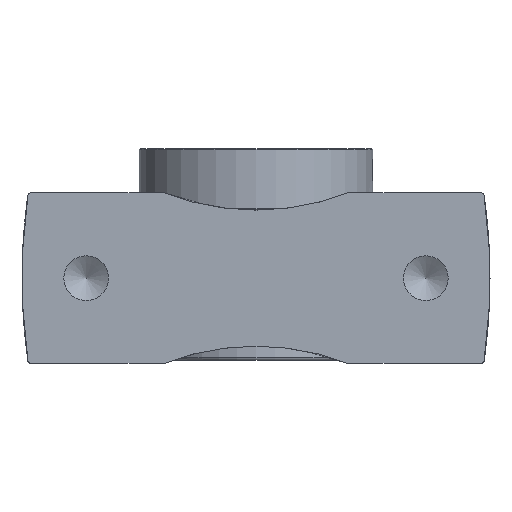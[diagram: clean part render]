
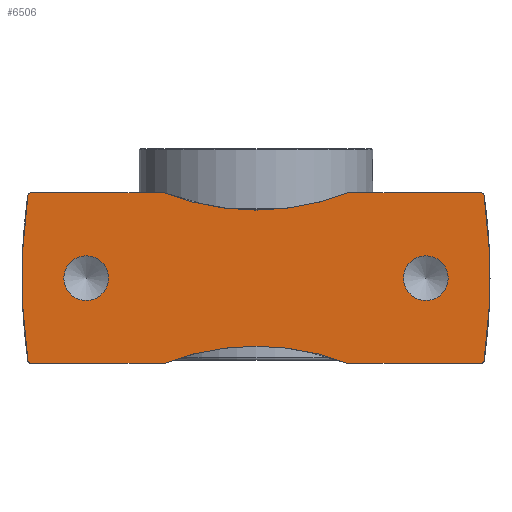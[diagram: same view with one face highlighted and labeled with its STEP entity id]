
A CAD part, front view. The second image highlights one B-rep face of the part: STEP entity #6506.
In plain terms, the highlighted face is planar.
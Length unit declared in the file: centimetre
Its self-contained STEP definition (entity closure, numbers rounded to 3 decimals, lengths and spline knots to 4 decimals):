
#99=CARTESIAN_POINT('',(-0.6693,-5.08,0.));
#100=VERTEX_POINT('',#99);
#110=CARTESIAN_POINT('',(0.6693,-5.08,0.));
#111=VERTEX_POINT('',#110);
#112=CARTESIAN_POINT('',(0.,-5.08,0.));
#113=DIRECTION('',(0.,0.,1.));
#114=DIRECTION('',(1.,0.,-0.));
#115=AXIS2_PLACEMENT_3D('',#112,#113,#114);
#116=CIRCLE('',#115,0.6693);
#117=EDGE_CURVE('',#111,#100,#116,.T.);
#119=CARTESIAN_POINT('',(0.,-5.08,0.));
#120=DIRECTION('',(0.,0.,1.));
#121=DIRECTION('',(1.,0.,-0.));
#122=AXIS2_PLACEMENT_3D('',#119,#120,#121);
#123=CIRCLE('',#122,0.6693);
#124=EDGE_CURVE('',#100,#111,#123,.T.);
#169=CARTESIAN_POINT('',(-0.6693,5.08,0.));
#170=VERTEX_POINT('',#169);
#180=CARTESIAN_POINT('',(0.6693,5.08,0.));
#181=VERTEX_POINT('',#180);
#182=CARTESIAN_POINT('',(0.,5.08,0.));
#183=DIRECTION('',(0.,0.,1.));
#184=DIRECTION('',(1.,0.,-0.));
#185=AXIS2_PLACEMENT_3D('',#182,#183,#184);
#186=CIRCLE('',#185,0.6693);
#187=EDGE_CURVE('',#181,#170,#186,.T.);
#189=CARTESIAN_POINT('',(0.,5.08,0.));
#190=DIRECTION('',(0.,0.,1.));
#191=DIRECTION('',(1.,0.,-0.));
#192=AXIS2_PLACEMENT_3D('',#189,#190,#191);
#193=CIRCLE('',#192,0.6693);
#194=EDGE_CURVE('',#170,#181,#193,.T.);
#3041=CARTESIAN_POINT('',(-2.4736,-6.8247,0.));
#3042=VERTEX_POINT('',#3041);
#3049=CARTESIAN_POINT('',(2.4736,-6.8247,0.));
#3050=VERTEX_POINT('',#3049);
#3051=CARTESIAN_POINT('',(-0.,10.544,0.));
#3052=DIRECTION('',(0.,0.,-1.));
#3053=DIRECTION('',(1.,0.,0.));
#3054=AXIS2_PLACEMENT_3D('',#3051,#3052,#3053);
#3055=CIRCLE('',#3054,17.544);
#3056=EDGE_CURVE('',#3050,#3042,#3055,.T.);
#3524=CARTESIAN_POINT('',(2.4736,6.8247,0.));
#3525=VERTEX_POINT('',#3524);
#3532=CARTESIAN_POINT('',(-2.4736,6.8247,0.));
#3533=VERTEX_POINT('',#3532);
#3534=CARTESIAN_POINT('',(0.,-10.544,0.));
#3535=DIRECTION('',(0.,0.,-1.));
#3536=DIRECTION('',(-1.,0.,0.));
#3537=AXIS2_PLACEMENT_3D('',#3534,#3535,#3536);
#3538=CIRCLE('',#3537,17.544);
#3539=EDGE_CURVE('',#3533,#3525,#3538,.T.);
#3592=CARTESIAN_POINT('',(2.55,6.7367,0.));
#3593=VERTEX_POINT('',#3592);
#3600=CARTESIAN_POINT('',(2.4611,6.7367,0.));
#3601=DIRECTION('',(0.,-0.,1.));
#3602=DIRECTION('',(0.755,0.655,0.));
#3603=AXIS2_PLACEMENT_3D('',#3600,#3601,#3602);
#3604=CIRCLE('',#3603,0.0889);
#3605=EDGE_CURVE('',#3593,#3525,#3604,.T.);
#3617=CARTESIAN_POINT('',(2.55,2.75,0.));
#3618=VERTEX_POINT('',#3617);
#3625=CARTESIAN_POINT('',(2.55,12351.8137,0.));
#3626=DIRECTION('',(0.,-1.,0.));
#3627=VECTOR('',#3626,24690.);
#3628=LINE('',#3625,#3627);
#3629=EDGE_CURVE('',#3593,#3618,#3628,.T.);
#3642=CARTESIAN_POINT('',(2.0365,0.,0.));
#3643=VERTEX_POINT('',#3642);
#3713=CARTESIAN_POINT('',(2.55,-2.75,0.));
#3714=VERTEX_POINT('',#3713);
#3721=CARTESIAN_POINT('',(9.6565,0.,0.));
#3722=DIRECTION('',(0.,0.,1.));
#3723=DIRECTION('',(1.,0.,-0.));
#3724=AXIS2_PLACEMENT_3D('',#3721,#3722,#3723);
#3725=CIRCLE('',#3724,7.62);
#3726=EDGE_CURVE('',#3643,#3714,#3725,.T.);
#4143=CARTESIAN_POINT('',(-2.0365,-0.,0.));
#4144=VERTEX_POINT('',#4143);
#4181=CARTESIAN_POINT('',(-2.55,2.75,0.));
#4182=VERTEX_POINT('',#4181);
#4189=CARTESIAN_POINT('',(-9.6565,0.,0.));
#4190=DIRECTION('',(0.,0.,1.));
#4191=DIRECTION('',(-1.,0.,0.));
#4192=AXIS2_PLACEMENT_3D('',#4189,#4190,#4191);
#4193=CIRCLE('',#4192,7.62);
#4194=EDGE_CURVE('',#4144,#4182,#4193,.T.);
#4205=CARTESIAN_POINT('',(-2.55,6.7367,0.));
#4206=VERTEX_POINT('',#4205);
#4213=CARTESIAN_POINT('',(-2.55,12351.8137,0.));
#4214=DIRECTION('',(0.,-1.,0.));
#4215=VECTOR('',#4214,24690.);
#4216=LINE('',#4213,#4215);
#4217=EDGE_CURVE('',#4206,#4182,#4216,.T.);
#4230=CARTESIAN_POINT('',(-2.4611,6.7367,0.));
#4231=DIRECTION('',(0.,0.,1.));
#4232=DIRECTION('',(-0.755,0.655,0.));
#4233=AXIS2_PLACEMENT_3D('',#4230,#4231,#4232);
#4234=CIRCLE('',#4233,0.0889);
#4235=EDGE_CURVE('',#3533,#4206,#4234,.T.);
#5976=CARTESIAN_POINT('',(2.55,-6.7367,0.));
#5977=VERTEX_POINT('',#5976);
#5984=CARTESIAN_POINT('',(2.55,12351.8137,0.));
#5985=DIRECTION('',(0.,-1.,0.));
#5986=VECTOR('',#5985,24690.);
#5987=LINE('',#5984,#5986);
#5988=EDGE_CURVE('',#3714,#5977,#5987,.T.);
#6001=CARTESIAN_POINT('',(2.4611,-6.7367,0.));
#6002=DIRECTION('',(0.,0.,1.));
#6003=DIRECTION('',(0.755,-0.655,0.));
#6004=AXIS2_PLACEMENT_3D('',#6001,#6002,#6003);
#6005=CIRCLE('',#6004,0.0889);
#6006=EDGE_CURVE('',#3050,#5977,#6005,.T.);
#6380=CARTESIAN_POINT('',(-2.55,-6.7367,0.));
#6381=VERTEX_POINT('',#6380);
#6388=CARTESIAN_POINT('',(-2.4611,-6.7367,0.));
#6389=DIRECTION('',(0.,0.,1.));
#6390=DIRECTION('',(-0.755,-0.655,0.));
#6391=AXIS2_PLACEMENT_3D('',#6388,#6389,#6390);
#6392=CIRCLE('',#6391,0.0889);
#6393=EDGE_CURVE('',#6381,#3042,#6392,.T.);
#6405=CARTESIAN_POINT('',(-2.55,-2.75,0.));
#6406=VERTEX_POINT('',#6405);
#6413=CARTESIAN_POINT('',(-2.55,12351.8137,0.));
#6414=DIRECTION('',(0.,-1.,0.));
#6415=VECTOR('',#6414,24690.);
#6416=LINE('',#6413,#6415);
#6417=EDGE_CURVE('',#6406,#6381,#6416,.T.);
#6465=CARTESIAN_POINT('',(1.2627,3.4593,0.));
#6466=DIRECTION('',(0.,0.,1.));
#6467=DIRECTION('',(1.,0.,0.));
#6468=AXIS2_PLACEMENT_3D('',#6465,#6466,#6467);
#6469=PLANE('',#6468);
#6470=ORIENTED_EDGE('',*,*,#117,.T.);
#6471=ORIENTED_EDGE('',*,*,#124,.T.);
#6472=EDGE_LOOP('',(#6470,#6471));
#6473=FACE_BOUND('',#6472,.T.);
#6474=ORIENTED_EDGE('',*,*,#187,.T.);
#6475=ORIENTED_EDGE('',*,*,#194,.T.);
#6476=EDGE_LOOP('',(#6474,#6475));
#6477=FACE_BOUND('',#6476,.T.);
#6478=ORIENTED_EDGE('',*,*,#3605,.F.);
#6479=ORIENTED_EDGE('',*,*,#3629,.T.);
#6480=CARTESIAN_POINT('',(9.6565,0.,0.));
#6481=DIRECTION('',(0.,0.,1.));
#6482=DIRECTION('',(1.,0.,-0.));
#6483=AXIS2_PLACEMENT_3D('',#6480,#6481,#6482);
#6484=CIRCLE('',#6483,7.62);
#6485=EDGE_CURVE('',#3618,#3643,#6484,.T.);
#6486=ORIENTED_EDGE('',*,*,#6485,.T.);
#6487=ORIENTED_EDGE('',*,*,#3726,.T.);
#6488=ORIENTED_EDGE('',*,*,#5988,.T.);
#6489=ORIENTED_EDGE('',*,*,#6006,.F.);
#6490=ORIENTED_EDGE('',*,*,#3056,.T.);
#6491=ORIENTED_EDGE('',*,*,#6393,.F.);
#6492=ORIENTED_EDGE('',*,*,#6417,.F.);
#6493=CARTESIAN_POINT('',(-9.6565,0.,0.));
#6494=DIRECTION('',(0.,0.,1.));
#6495=DIRECTION('',(-1.,0.,0.));
#6496=AXIS2_PLACEMENT_3D('',#6493,#6494,#6495);
#6497=CIRCLE('',#6496,7.62);
#6498=EDGE_CURVE('',#6406,#4144,#6497,.T.);
#6499=ORIENTED_EDGE('',*,*,#6498,.T.);
#6500=ORIENTED_EDGE('',*,*,#4194,.T.);
#6501=ORIENTED_EDGE('',*,*,#4217,.F.);
#6502=ORIENTED_EDGE('',*,*,#4235,.F.);
#6503=ORIENTED_EDGE('',*,*,#3539,.T.);
#6504=EDGE_LOOP('',(#6478,#6479,#6486,#6487,#6488,#6489,#6490,#6491,#6492,#6499,#6500,#6501,#6502,#6503));
#6505=FACE_BOUND('',#6504,.T.);
#6506=ADVANCED_FACE('',(#6473,#6477,#6505),#6469,.F.);
